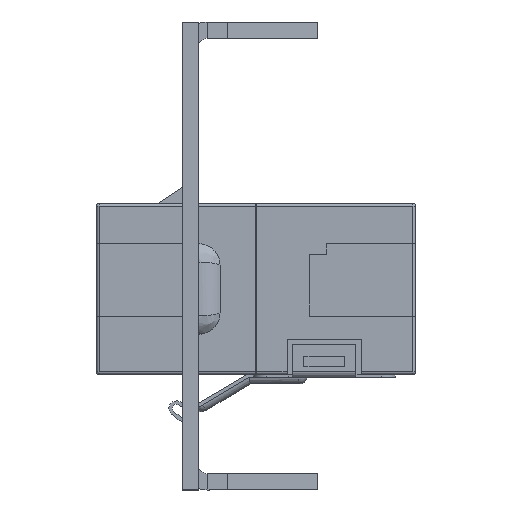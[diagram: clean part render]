
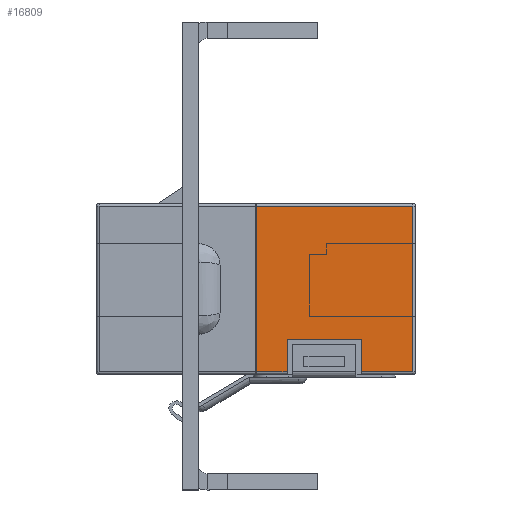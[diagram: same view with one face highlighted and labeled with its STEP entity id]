
A CAD part, left-side view. The second image highlights one B-rep face of the part: STEP entity #16809.
In plain terms, the highlighted face is planar.
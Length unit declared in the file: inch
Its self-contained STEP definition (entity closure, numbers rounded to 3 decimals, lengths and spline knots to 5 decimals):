
#17 = VECTOR ( 'NONE', #1030, 39.37008 ) ;
#1030 = DIRECTION ( 'NONE',  ( 0., 0., -1. ) ) ;
#1366 = CARTESIAN_POINT ( 'NONE',  ( 0.2874, -0.11487, 0.18701 ) ) ;
#1733 = EDGE_CURVE ( 'NONE', #23766, #17324, #42421, .T. ) ;
#2699 = DIRECTION ( 'NONE',  ( -1., 0., 0. ) ) ;
#5902 = CARTESIAN_POINT ( 'NONE',  ( 0.2874, -0.11487, 0.30512 ) ) ;
#6393 = CARTESIAN_POINT ( 'NONE',  ( 0.2874, -0.11487, 0.31693 ) ) ;
#6676 = VECTOR ( 'NONE', #17753, 39.37008 ) ;
#6900 = VERTEX_POINT ( 'NONE', #6968 ) ;
#6968 = CARTESIAN_POINT ( 'NONE',  ( 0.2874, -0.57874, 0.30512 ) ) ;
#7212 = EDGE_CURVE ( 'NONE', #30356, #30539, #36564, .T. ) ;
#7341 = DIRECTION ( 'NONE',  ( 0., -1., 0. ) ) ;
#8214 = EDGE_CURVE ( 'NONE', #10215, #6900, #31324, .T. ) ;
#8667 = EDGE_CURVE ( 'NONE', #26941, #30539, #28730, .T. ) ;
#9101 = EDGE_CURVE ( 'NONE', #26941, #17324, #26230, .T. ) ;
#9154 = EDGE_CURVE ( 'NONE', #6900, #23766, #32906, .T. ) ;
#9572 = ORIENTED_EDGE ( 'NONE', *, *, #13829, .F. ) ;
#10215 = VERTEX_POINT ( 'NONE', #13665 ) ;
#10226 = VECTOR ( 'NONE', #7341, 39.37008 ) ;
#11297 = LINE ( 'NONE', #21715, #27747 ) ;
#12728 = CARTESIAN_POINT ( 'NONE',  ( 0.2874, -0.38924, 0.18701 ) ) ;
#12810 = CARTESIAN_POINT ( 'NONE',  ( 0.2874, -0.00197, -0.30512 ) ) ;
#13347 = CARTESIAN_POINT ( 'NONE',  ( 0.2874, -0.00197, 0.30512 ) ) ;
#13665 = CARTESIAN_POINT ( 'NONE',  ( 0.2874, -0.38924, 0.30512 ) ) ;
#13829 = EDGE_CURVE ( 'NONE', #20498, #30356, #11297, .T. ) ;
#14280 = ORIENTED_EDGE ( 'NONE', *, *, #8667, .T. ) ;
#14339 = VECTOR ( 'NONE', #39290, 39.37008 ) ;
#14484 = CARTESIAN_POINT ( 'NONE',  ( 0.2874, -0.57874, -0.31693 ) ) ;
#14883 = VECTOR ( 'NONE', #16584, 39.37008 ) ;
#15751 = PLANE ( 'NONE',  #23055 ) ;
#16525 = EDGE_CURVE ( 'NONE', #10215, #20498, #40474, .T. ) ;
#16584 = DIRECTION ( 'NONE',  ( 0., -1., 0. ) ) ;
#16809 = ADVANCED_FACE ( 'NONE', ( #42010 ), #15751, .F. ) ;
#17324 = VERTEX_POINT ( 'NONE', #12810 ) ;
#17753 = DIRECTION ( 'NONE',  ( 0., 0., -1. ) ) ;
#19269 = DIRECTION ( 'NONE',  ( 0., 1., 0. ) ) ;
#20498 = VERTEX_POINT ( 'NONE', #12728 ) ;
#20928 = CARTESIAN_POINT ( 'NONE',  ( 0.2874, -0.57874, -0.30512 ) ) ;
#21715 = CARTESIAN_POINT ( 'NONE',  ( 0.2874, -0.38924, 0.18701 ) ) ;
#22016 = ORIENTED_EDGE ( 'NONE', *, *, #8214, .T. ) ;
#22069 = CARTESIAN_POINT ( 'NONE',  ( 0.2874, 0.59055, -0.31693 ) ) ;
#22938 = CARTESIAN_POINT ( 'NONE',  ( 0.2874, -0.38924, 0.31693 ) ) ;
#23055 = AXIS2_PLACEMENT_3D ( 'NONE', #22069, #2699, #25662 ) ;
#23723 = CARTESIAN_POINT ( 'NONE',  ( 0.2874, 0.59055, 0.30512 ) ) ;
#23766 = VERTEX_POINT ( 'NONE', #20928 ) ;
#25033 = DIRECTION ( 'NONE',  ( 0., 1., 0. ) ) ;
#25085 = ORIENTED_EDGE ( 'NONE', *, *, #16525, .F. ) ;
#25662 = DIRECTION ( 'NONE',  ( 0., 0., 1. ) ) ;
#26082 = DIRECTION ( 'NONE',  ( 0., 0., 1. ) ) ;
#26230 = LINE ( 'NONE', #40276, #17 ) ;
#26577 = ORIENTED_EDGE ( 'NONE', *, *, #7212, .F. ) ;
#26941 = VERTEX_POINT ( 'NONE', #13347 ) ;
#27057 = VECTOR ( 'NONE', #19269, 39.37008 ) ;
#27747 = VECTOR ( 'NONE', #25033, 39.37008 ) ;
#28730 = LINE ( 'NONE', #23723, #10226 ) ;
#29607 = ORIENTED_EDGE ( 'NONE', *, *, #9154, .T. ) ;
#30356 = VERTEX_POINT ( 'NONE', #1366 ) ;
#30539 = VERTEX_POINT ( 'NONE', #5902 ) ;
#30809 = ORIENTED_EDGE ( 'NONE', *, *, #9101, .F. ) ;
#30921 = EDGE_LOOP ( 'NONE', ( #30809, #14280, #26577, #9572, #25085, #22016, #29607, #42368 ) ) ;
#31324 = LINE ( 'NONE', #36271, #14883 ) ;
#32906 = LINE ( 'NONE', #14484, #6676 ) ;
#34378 = CARTESIAN_POINT ( 'NONE',  ( 0.2874, 0.59055, -0.30512 ) ) ;
#35532 = VECTOR ( 'NONE', #26082, 39.37008 ) ;
#36271 = CARTESIAN_POINT ( 'NONE',  ( 0.2874, 0.59055, 0.30512 ) ) ;
#36564 = LINE ( 'NONE', #6393, #35532 ) ;
#39290 = DIRECTION ( 'NONE',  ( 0., 0., -1. ) ) ;
#40276 = CARTESIAN_POINT ( 'NONE',  ( 0.2874, -0.00197, 0.31693 ) ) ;
#40474 = LINE ( 'NONE', #22938, #14339 ) ;
#42010 = FACE_OUTER_BOUND ( 'NONE', #30921, .T. ) ;
#42368 = ORIENTED_EDGE ( 'NONE', *, *, #1733, .T. ) ;
#42421 = LINE ( 'NONE', #34378, #27057 ) ;
